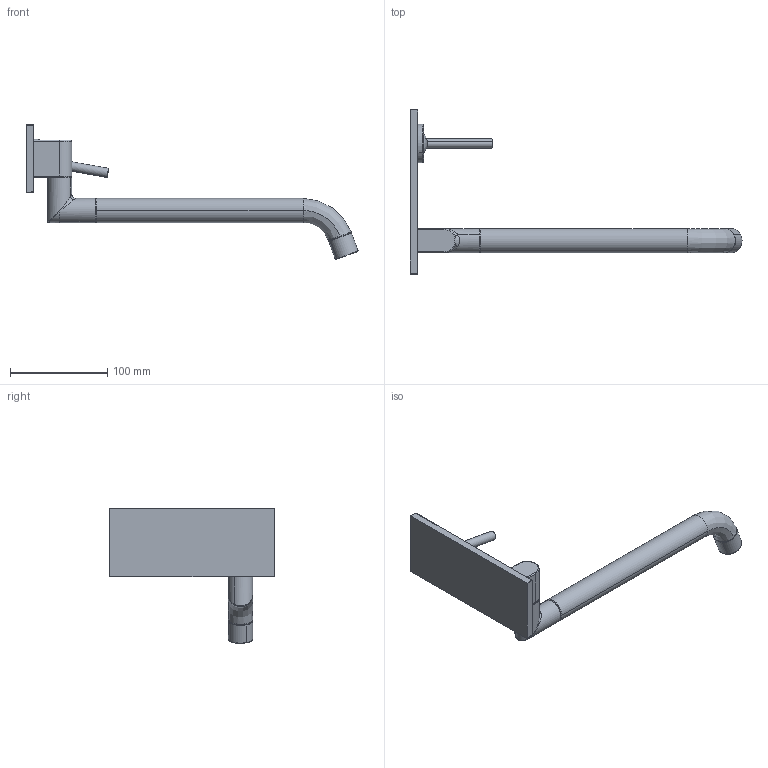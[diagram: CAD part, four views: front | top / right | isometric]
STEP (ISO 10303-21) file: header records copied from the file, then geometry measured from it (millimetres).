
FILE_DESCRIPTION(('CAx-IF Rec.Pracs.---Model Styling and Organization---1.2---2011-12-15','CAx-IF Rec.Pracs.---Geometric and Assembly Validation Properties---4.1---2014-06-16','CAx-IF Rec.Pracs.---PMI Polyline Presentation---2.0---2013-05-24'),'2;1');
FILE_NAME('1000128703_PPR_000.stp','2018-08-02T13:19:07+02:00',(''),(''),'STEP Interface 4.1 by CT CoreTechnologie','3D_Evolution4.1 by CT CoreTechnologie','');
FILE_SCHEMA(('AP203_CONFIGURATION_CONTROLLED_3D_DESIGN_OF_MECHANICAL_PARTS_AND_ASSEMBLIES_MIM_LF'));
Length unit declared in the file: millimetre
Products named in the file (15): P_2 AX Uno 2 Spültischmischer UP 1000128703_PPR_000_A0; P_2 Platte_nacharbeit_2L_KHM_WM_Uno 2 1000128706_PPA_000_A0; P_2 Blende 2L-WTA-WM Uno (R03) 1000073552_PPA_000_A0; P_2 WT Griff Starck Puro 1000073614_PPA_000_A0; P_2 Schmutzkappe lang 2L-WTA-WM Uno L=10 1000120105_PPA_000_A0; P_2 Anschluss_2L_KHM_WM_Uno-2 1000128707_PPA_000_A0; Gewindestift DIN916-M6x8-A2 mit Einlage 1000032023_PPA_000_A0; P_2 Abdeckung_2L_KHM_WM_Uno-2 1000128708_PPA_000_A0; P_2 Winkel_2L_KHM_WM_Uno-2 1000128713_PPA_000_A0; P_2 Gewindering_22x1_2L_KHM_WM_Uno2 1000128714_PPA_000_A0; P_2 Ausziehauslauf _2L_KHM_WM_Uno-2 1000128717_PPR_000_A0; P_2 Ausziehauslauf _2L_KHM_WM_Uno-2 1000128716_PPA_000_A0; P_2 Buchse_2L_KHM_WM_Uno-2 1000128715_PPA_000_A0; SR_STD_HC_max_lam_weiss_ohne_Sieb 1000066075_PPA_000_A0; P_2 Perlatorhülse M22x1 1000086508_PPA_000_A0
Assembly tree (14 placements, depth 3):
  P_2 AX Uno 2 Spültischmischer UP 1000128703_PPR_000_A0
    P_2 Platte_nacharbeit_2L_KHM_WM_Uno 2 1000128706_PPA_000_A0
    P_2 Blende 2L-WTA-WM Uno (R03) 1000073552_PPA_000_A0
    P_2 WT Griff Starck Puro 1000073614_PPA_000_A0
    P_2 Schmutzkappe lang 2L-WTA-WM Uno L=10 1000120105_PPA_000_A0
    P_2 Anschluss_2L_KHM_WM_Uno-2 1000128707_PPA_000_A0
    Gewindestift DIN916-M6x8-A2 mit Einlage 1000032023_PPA_000_A0
    P_2 Abdeckung_2L_KHM_WM_Uno-2 1000128708_PPA_000_A0
    P_2 Winkel_2L_KHM_WM_Uno-2 1000128713_PPA_000_A0
    P_2 Gewindering_22x1_2L_KHM_WM_Uno2 1000128714_PPA_000_A0
    P_2 Ausziehauslauf _2L_KHM_WM_Uno-2 1000128717_PPR_000_A0
      P_2 Ausziehauslauf _2L_KHM_WM_Uno-2 1000128716_PPA_000_A0
      P_2 Buchse_2L_KHM_WM_Uno-2 1000128715_PPA_000_A0
    SR_STD_HC_max_lam_weiss_ohne_Sieb 1000066075_PPA_000_A0
    P_2 Perlatorhülse M22x1 1000086508_PPA_000_A0
Bounding box: 341.82 x 170 x 138.83 mm (x, y, z)
Volume: 317644.8 mm3; surface area: 89267.9 mm2
Topology: 14 solids, 14 shells, 1883 faces, 4195 edges, 2355 vertices
Faces by surface type: plane 887, cylinder 808, bspline 188
Entity records: 75854 total; most frequent: CARTESIAN_POINT 16227, ORIENTED_EDGE 8370, DIRECTION 7541, EDGE_CURVE 4185, VECTOR 2835, LINE 2835, VERTEX_POINT 2355, AXIS2_PLACEMENT_3D 2353
